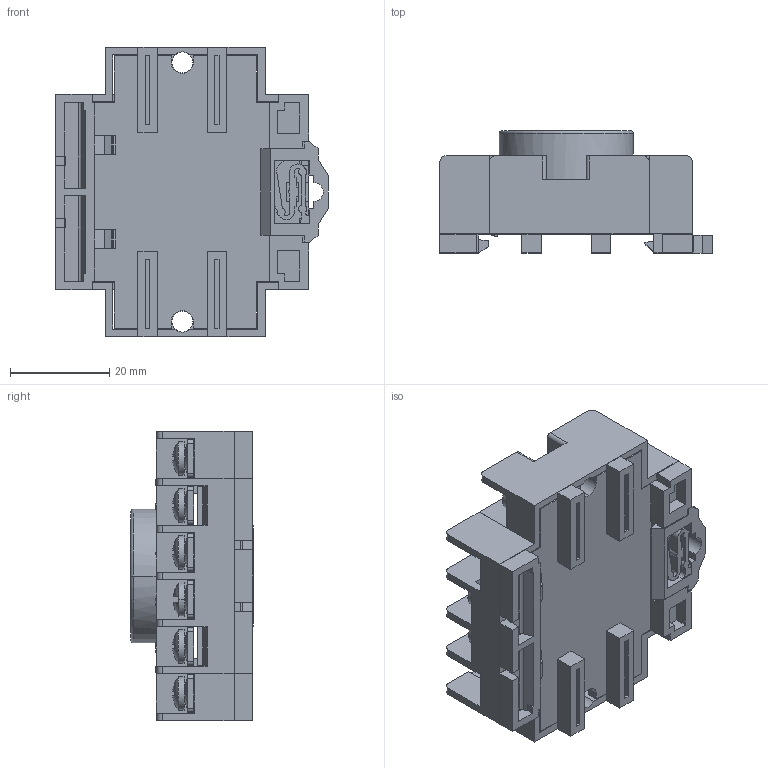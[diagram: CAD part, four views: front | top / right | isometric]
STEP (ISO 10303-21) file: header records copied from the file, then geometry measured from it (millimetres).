
FILE_DESCRIPTION (( 'STEP AP203' ), '1' );
FILE_NAME ('70170-D.step', '2021-04-19T20:39:04', ( '' ), ( '' ), 'SwSTEP 2.0', 'SolidWorks 2021', '' );
FILE_SCHEMA (( 'CONFIG_CONTROL_DESIGN' ));
Length unit declared in the file: millimetre
Products named in the file (1): 70170-D
Bounding box: 54.99 x 24.66 x 58.42 mm (x, y, z)
Volume: 31828.6 mm3; surface area: 28076 mm2
Topology: 26 solids, 26 shells, 1502 faces, 4103 edges, 2684 vertices
Faces by surface type: plane 975, cylinder 297, bspline 138, torus 46, cone 24, sphere 22
Entity records: 54057 total; most frequent: CARTESIAN_POINT 16341, ORIENTED_EDGE 8206, DIRECTION 7225, EDGE_CURVE 4103, VECTOR 2885, LINE 2885, VERTEX_POINT 2684, AXIS2_PLACEMENT_3D 2170
